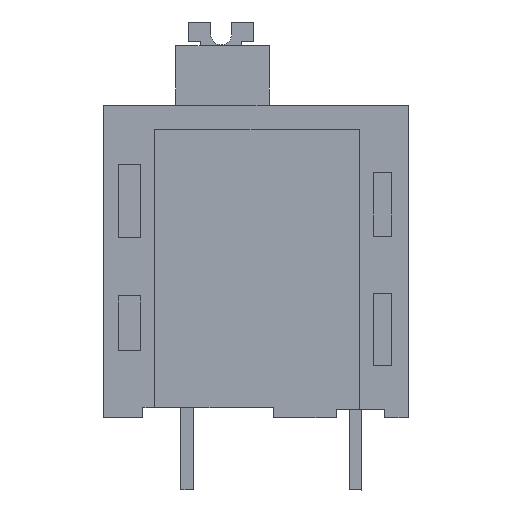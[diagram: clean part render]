
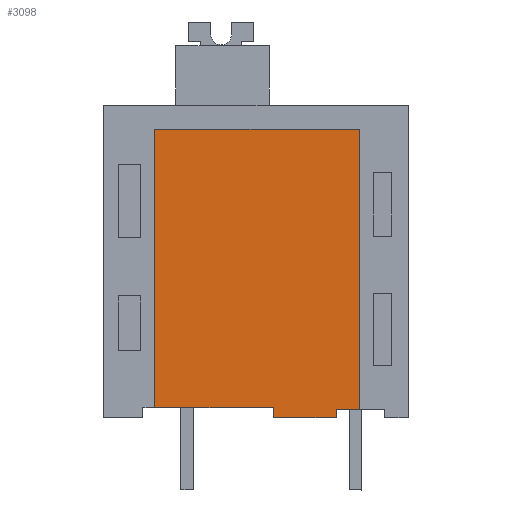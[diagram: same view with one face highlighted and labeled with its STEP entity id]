
A CAD part, left-side view. The second image highlights one B-rep face of the part: STEP entity #3098.
In plain terms, the highlighted planar face has unit normal (-1, 0, 0).
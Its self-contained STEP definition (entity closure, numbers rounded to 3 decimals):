
#3074=AXIS2_PLACEMENT_3D('Plane Axis2P3D',#3071,#3072,#3073) ;
#355=CARTESIAN_POINT('Vertex',(1.1,6.55,4.)) ;
#358=CARTESIAN_POINT('Line Origine',(1.1,9.439,4.)) ;
#362=CARTESIAN_POINT('Vertex',(1.1,12.329,4.)) ;
#389=CARTESIAN_POINT('Line Origine',(1.1,12.329,10.764)) ;
#393=CARTESIAN_POINT('Vertex',(1.1,12.329,17.529)) ;
#418=CARTESIAN_POINT('Vertex',(1.1,2.371,17.529)) ;
#421=CARTESIAN_POINT('Line Origine',(1.1,7.35,17.529)) ;
#439=CARTESIAN_POINT('Line Origine',(1.1,2.371,10.714)) ;
#443=CARTESIAN_POINT('Vertex',(1.1,2.371,3.9)) ;
#468=CARTESIAN_POINT('Vertex',(1.1,3.5,3.9)) ;
#485=CARTESIAN_POINT('Line Origine',(1.1,2.936,3.9)) ;
#3055=CARTESIAN_POINT('Vertex',(1.1,6.55,3.5)) ;
#3058=CARTESIAN_POINT('Line Origine',(1.1,6.55,3.75)) ;
#3071=CARTESIAN_POINT('Axis2P3D Location',(1.1,14.8,0.)) ;
#3076=CARTESIAN_POINT('Line Origine',(1.1,5.025,3.5)) ;
#3080=CARTESIAN_POINT('Vertex',(1.1,3.5,3.5)) ;
#3083=CARTESIAN_POINT('Line Origine',(1.1,3.5,3.7)) ;
#359=DIRECTION('Vector Direction',(0.,1.,0.)) ;
#390=DIRECTION('Vector Direction',(0.,0.,-1.)) ;
#422=DIRECTION('Vector Direction',(0.,-1.,0.)) ;
#440=DIRECTION('Vector Direction',(0.,0.,1.)) ;
#486=DIRECTION('Vector Direction',(0.,-1.,0.)) ;
#3059=DIRECTION('Vector Direction',(0.,0.,1.)) ;
#3072=DIRECTION('Axis2P3D Direction',(-1.,0.,0.)) ;
#3073=DIRECTION('Axis2P3D XDirection',(0.,-1.,0.)) ;
#3077=DIRECTION('Vector Direction',(0.,1.,0.)) ;
#3084=DIRECTION('Vector Direction',(0.,0.,1.)) ;
#360=VECTOR('Line Direction',#359,1.) ;
#391=VECTOR('Line Direction',#390,1.) ;
#423=VECTOR('Line Direction',#422,1.) ;
#441=VECTOR('Line Direction',#440,1.) ;
#487=VECTOR('Line Direction',#486,1.) ;
#3060=VECTOR('Line Direction',#3059,1.) ;
#3078=VECTOR('Line Direction',#3077,1.) ;
#3085=VECTOR('Line Direction',#3084,1.) ;
#3089=ORIENTED_EDGE('',*,*,#364,.F.) ;
#3090=ORIENTED_EDGE('',*,*,#3062,.F.) ;
#3091=ORIENTED_EDGE('',*,*,#3082,.T.) ;
#3092=ORIENTED_EDGE('',*,*,#3087,.T.) ;
#3093=ORIENTED_EDGE('',*,*,#489,.T.) ;
#3094=ORIENTED_EDGE('',*,*,#445,.T.) ;
#3095=ORIENTED_EDGE('',*,*,#425,.T.) ;
#3096=ORIENTED_EDGE('',*,*,#395,.T.) ;
#3098=ADVANCED_FACE('HOUSING',(#3097),#3075,.T.) ;
#364=EDGE_CURVE('',#356,#363,#361,.T.) ;
#395=EDGE_CURVE('',#394,#363,#392,.T.) ;
#425=EDGE_CURVE('',#419,#394,#424,.F.) ;
#445=EDGE_CURVE('',#444,#419,#442,.T.) ;
#489=EDGE_CURVE('',#469,#444,#488,.T.) ;
#3062=EDGE_CURVE('',#3056,#356,#3061,.T.) ;
#3082=EDGE_CURVE('',#3056,#3081,#3079,.F.) ;
#3087=EDGE_CURVE('',#3081,#469,#3086,.T.) ;
#3088=EDGE_LOOP('',(#3089,#3090,#3091,#3092,#3093,#3094,#3095,#3096)) ;
#3097=FACE_OUTER_BOUND('',#3088,.T.) ;
#361=LINE('Line',#358,#360) ;
#392=LINE('Line',#389,#391) ;
#424=LINE('Line',#421,#423) ;
#442=LINE('Line',#439,#441) ;
#488=LINE('Line',#485,#487) ;
#3061=LINE('Line',#3058,#3060) ;
#3079=LINE('Line',#3076,#3078) ;
#3086=LINE('Line',#3083,#3085) ;
#3075=PLANE('',#3074) ;
#356=VERTEX_POINT('',#355) ;
#363=VERTEX_POINT('',#362) ;
#394=VERTEX_POINT('',#393) ;
#419=VERTEX_POINT('',#418) ;
#444=VERTEX_POINT('',#443) ;
#469=VERTEX_POINT('',#468) ;
#3056=VERTEX_POINT('',#3055) ;
#3081=VERTEX_POINT('',#3080) ;
